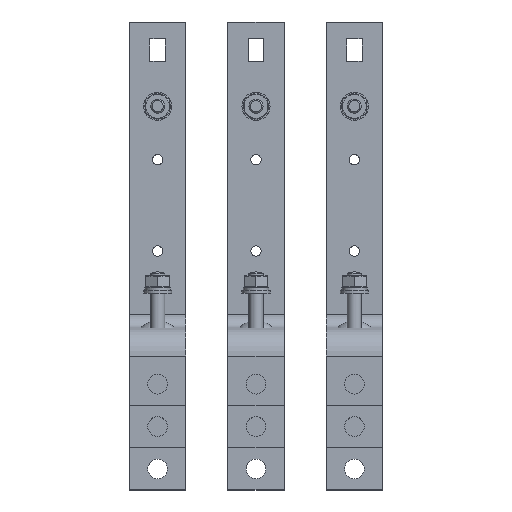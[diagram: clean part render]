
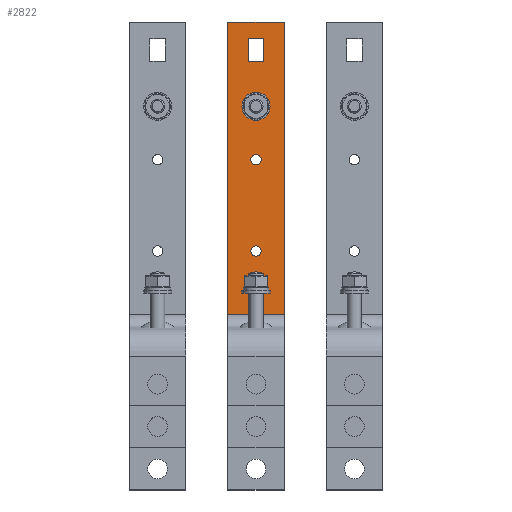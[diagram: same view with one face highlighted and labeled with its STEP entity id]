
A CAD part, top view. The second image highlights one B-rep face of the part: STEP entity #2822.
In plain terms, the highlighted planar face has unit normal (0, 0, 1).
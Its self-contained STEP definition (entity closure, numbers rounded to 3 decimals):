
#2822=ADVANCED_FACE('',(#5255,#5256,#5257,#5258,#5259),#5260,.F.);
#5255=FACE_OUTER_BOUND('',#7768,.T.);
#5256=FACE_BOUND('',#7769,.T.);
#5257=FACE_BOUND('',#7770,.T.);
#5258=FACE_BOUND('',#7771,.T.);
#5259=FACE_BOUND('',#7772,.T.);
#5260=PLANE('',#7773);
#7768=EDGE_LOOP('',(#12808,#12809,#12810,#12811));
#7769=EDGE_LOOP('',(#12812,#12813));
#7770=EDGE_LOOP('',(#12814,#12815));
#7771=EDGE_LOOP('',(#12816,#12817,#12818,#12819));
#7772=EDGE_LOOP('',(#12820,#12821,#12822,#12823));
#7773=AXIS2_PLACEMENT_3D('',#12824,#12825,#12826);
#12808=ORIENTED_EDGE('',*,*,#16915,.T.);
#12809=ORIENTED_EDGE('',*,*,#16916,.F.);
#12810=ORIENTED_EDGE('',*,*,#16848,.F.);
#12811=ORIENTED_EDGE('',*,*,#16913,.T.);
#12812=ORIENTED_EDGE('',*,*,#16830,.F.);
#12813=ORIENTED_EDGE('',*,*,#16835,.F.);
#12814=ORIENTED_EDGE('',*,*,#16825,.F.);
#12815=ORIENTED_EDGE('',*,*,#16838,.F.);
#12816=ORIENTED_EDGE('',*,*,#16917,.F.);
#12817=ORIENTED_EDGE('',*,*,#16918,.F.);
#12818=ORIENTED_EDGE('',*,*,#16919,.F.);
#12819=ORIENTED_EDGE('',*,*,#16920,.F.);
#12820=ORIENTED_EDGE('',*,*,#16921,.F.);
#12821=ORIENTED_EDGE('',*,*,#16922,.F.);
#12822=ORIENTED_EDGE('',*,*,#16923,.F.);
#12823=ORIENTED_EDGE('',*,*,#16924,.F.);
#12824=CARTESIAN_POINT('',(110.0,333.0,25.38));
#12825=DIRECTION('',(0.,0.,-1.0));
#12826=DIRECTION('',(0.,-1.0,0.));
#16825=EDGE_CURVE('',#20031,#20034,#20035,.T.);
#16830=EDGE_CURVE('',#20040,#20043,#20044,.T.);
#16835=EDGE_CURVE('',#20043,#20040,#20050,.T.);
#16838=EDGE_CURVE('',#20034,#20031,#20053,.T.);
#16848=EDGE_CURVE('',#20067,#20058,#20068,.T.);
#16913=EDGE_CURVE('',#20067,#20166,#20168,.T.);
#16915=EDGE_CURVE('',#20166,#20076,#20170,.T.);
#16916=EDGE_CURVE('',#20058,#20076,#20171,.T.);
#16917=EDGE_CURVE('',#20172,#20173,#20174,.T.);
#16918=EDGE_CURVE('',#20175,#20172,#20176,.T.);
#16919=EDGE_CURVE('',#20177,#20175,#20178,.T.);
#16920=EDGE_CURVE('',#20173,#20177,#20179,.T.);
#16921=EDGE_CURVE('',#20180,#20181,#20182,.T.);
#16922=EDGE_CURVE('',#20183,#20180,#20184,.T.);
#16923=EDGE_CURVE('',#20185,#20183,#20186,.T.);
#16924=EDGE_CURVE('',#20181,#20185,#20187,.T.);
#20031=VERTEX_POINT('',#25394);
#20034=VERTEX_POINT('',#25398);
#20035=CIRCLE('',#25399,3.7);
#20040=VERTEX_POINT('',#25405);
#20043=VERTEX_POINT('',#25409);
#20044=CIRCLE('',#25410,3.7);
#20050=CIRCLE('',#25417,3.7);
#20053=CIRCLE('',#25420,3.7);
#20058=VERTEX_POINT('',#25425);
#20067=VERTEX_POINT('',#25436);
#20068=LINE('',#25437,#25438);
#20076=VERTEX_POINT('',#25449);
#20166=VERTEX_POINT('',#25579);
#20168=LINE('',#25582,#25583);
#20170=LINE('',#25585,#25586);
#20171=LINE('',#25587,#25588);
#20172=VERTEX_POINT('',#25589);
#20173=VERTEX_POINT('',#25590);
#20174=LINE('',#25591,#25592);
#20175=VERTEX_POINT('',#25593);
#20176=LINE('',#25594,#25595);
#20177=VERTEX_POINT('',#25596);
#20178=LINE('',#25597,#25598);
#20179=LINE('',#25599,#25600);
#20180=VERTEX_POINT('',#25601);
#20181=VERTEX_POINT('',#25602);
#20182=LINE('',#25603,#25604);
#20183=VERTEX_POINT('',#25605);
#20184=LINE('',#25606,#25607);
#20185=VERTEX_POINT('',#25608);
#20186=LINE('',#25609,#25610);
#20187=LINE('',#25611,#25612);
#25394=CARTESIAN_POINT('',(86.3,170.0,25.38));
#25398=CARTESIAN_POINT('',(93.7,170.0,25.38));
#25399=AXIS2_PLACEMENT_3D('',#29203,#29204,#29205);
#25405=CARTESIAN_POINT('',(86.3,235.0,25.38));
#25409=CARTESIAN_POINT('',(93.7,235.0,25.38));
#25410=AXIS2_PLACEMENT_3D('',#29211,#29212,#29213);
#25417=AXIS2_PLACEMENT_3D('',#29221,#29222,#29223);
#25420=AXIS2_PLACEMENT_3D('',#29227,#29228,#29229);
#25425=CARTESIAN_POINT('',(110.0,125.0,25.38));
#25436=CARTESIAN_POINT('',(110.0,333.0,25.38));
#25437=CARTESIAN_POINT('',(110.0,333.0,25.38));
#25438=VECTOR('',#29244,1000.0);
#25449=CARTESIAN_POINT('',(70.0,125.0,25.38));
#25579=CARTESIAN_POINT('',(70.0,333.0,25.38));
#25582=CARTESIAN_POINT('',(110.0,333.0,25.38));
#25583=VECTOR('',#29307,1000.0);
#25585=CARTESIAN_POINT('',(70.0,333.0,25.38));
#25586=VECTOR('',#29308,1000.0);
#25587=CARTESIAN_POINT('',(110.0,125.0,25.38));
#25588=VECTOR('',#29309,1000.0);
#25589=CARTESIAN_POINT('',(84.5,281.0,25.38));
#25590=CARTESIAN_POINT('',(84.5,265.0,25.38));
#25591=CARTESIAN_POINT('',(84.5,265.0,25.38));
#25592=VECTOR('',#29310,1000.0);
#25593=CARTESIAN_POINT('',(95.5,281.0,25.38));
#25594=CARTESIAN_POINT('',(95.5,281.0,25.38));
#25595=VECTOR('',#29311,1000.0);
#25596=CARTESIAN_POINT('',(95.5,265.0,25.38));
#25597=CARTESIAN_POINT('',(95.5,265.0,25.38));
#25598=VECTOR('',#29312,1000.0);
#25599=CARTESIAN_POINT('',(95.5,265.0,25.38));
#25600=VECTOR('',#29313,1000.0);
#25601=CARTESIAN_POINT('',(95.5,305.0,25.38));
#25602=CARTESIAN_POINT('',(95.5,321.0,25.38));
#25603=CARTESIAN_POINT('',(95.5,321.0,25.38));
#25604=VECTOR('',#29314,1000.0);
#25605=CARTESIAN_POINT('',(84.5,305.0,25.38));
#25606=CARTESIAN_POINT('',(95.5,305.0,25.38));
#25607=VECTOR('',#29315,1000.0);
#25608=CARTESIAN_POINT('',(84.5,321.0,25.38));
#25609=CARTESIAN_POINT('',(84.5,321.0,25.38));
#25610=VECTOR('',#29316,1000.0);
#25611=CARTESIAN_POINT('',(95.5,321.0,25.38));
#25612=VECTOR('',#29317,1000.0);
#29203=CARTESIAN_POINT('',(90.0,170.0,25.38));
#29204=DIRECTION('',(0.,0.,1.0));
#29205=DIRECTION('',(-1.0,0.,0.));
#29211=CARTESIAN_POINT('',(90.0,235.0,25.38));
#29212=DIRECTION('',(0.,0.,1.0));
#29213=DIRECTION('',(-1.0,0.,0.));
#29221=CARTESIAN_POINT('',(90.0,235.0,25.38));
#29222=DIRECTION('',(0.,0.,1.0));
#29223=DIRECTION('',(-1.0,0.,0.));
#29227=CARTESIAN_POINT('',(90.0,170.0,25.38));
#29228=DIRECTION('',(0.,0.,1.0));
#29229=DIRECTION('',(-1.0,0.,0.));
#29244=DIRECTION('',(0.,-1.0,0.));
#29307=DIRECTION('',(-1.0,0.,0.));
#29308=DIRECTION('',(0.,-1.0,0.));
#29309=DIRECTION('',(-1.0,0.,0.));
#29310=DIRECTION('',(0.,-1.0,0.));
#29311=DIRECTION('',(-1.0,0.,0.));
#29312=DIRECTION('',(0.,1.0,0.));
#29313=DIRECTION('',(1.0,0.,0.));
#29314=DIRECTION('',(0.,1.0,0.));
#29315=DIRECTION('',(1.0,0.,0.));
#29316=DIRECTION('',(0.,-1.0,0.));
#29317=DIRECTION('',(-1.0,0.,0.));
